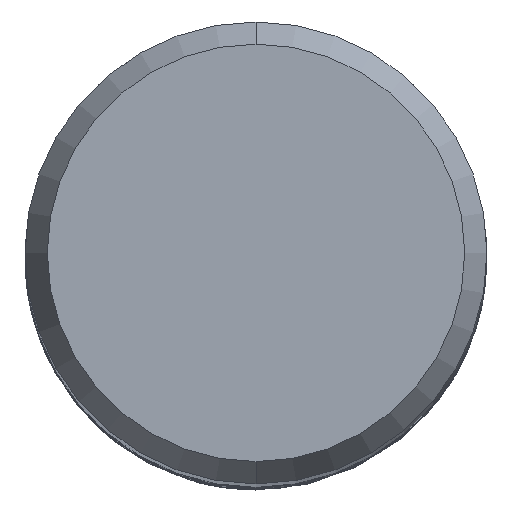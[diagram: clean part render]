
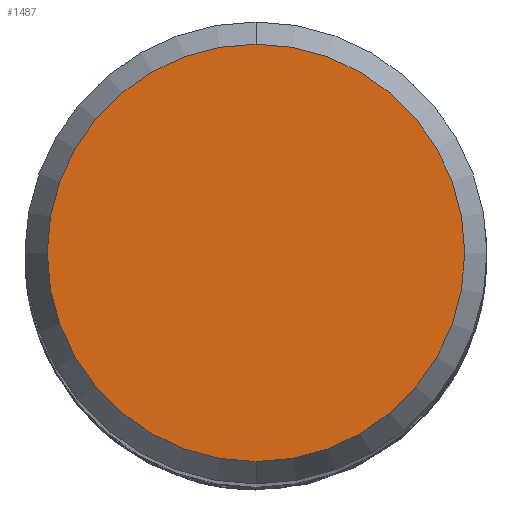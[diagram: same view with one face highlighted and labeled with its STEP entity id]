
A CAD part, top view. The second image highlights one B-rep face of the part: STEP entity #1487.
In plain terms, the highlighted planar face has unit normal (0, 0, 1).
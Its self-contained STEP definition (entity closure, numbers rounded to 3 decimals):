
#811=EDGE_CURVE('',#1881,#1365,#2324,.T.);
#1365=VERTEX_POINT('',#2928);
#1487=ADVANCED_FACE('',(#3061),#3062,.T.);
#1595=EDGE_CURVE('',#1365,#1881,#3179,.T.);
#1881=VERTEX_POINT('',#3493);
#2324=CIRCLE('',#4299,5.423);
#2928=CARTESIAN_POINT('',(0.,-5.423,0.0));
#3061=FACE_OUTER_BOUND('',#16243,.T.);
#3062=PLANE('',#16244);
#3179=CIRCLE('',#18128,5.423);
#3493=CARTESIAN_POINT('',(0.0,5.423,0.0));
#4299=AXIS2_PLACEMENT_3D('',#29604,#29605,#29606);
#16243=EDGE_LOOP('',(#30318,#30319));
#16244=AXIS2_PLACEMENT_3D('',#30320,#30321,#30322);
#18128=AXIS2_PLACEMENT_3D('',#30422,#30423,#30424);
#29604=CARTESIAN_POINT('',(0.0,0.0,0.0));
#29605=DIRECTION('',(0.0,0.0,-1.0));
#29606=DIRECTION('',(0.0,1.0,0.0));
#30318=ORIENTED_EDGE('',*,*,#811,.F.);
#30319=ORIENTED_EDGE('',*,*,#1595,.F.);
#30320=CARTESIAN_POINT('',(0.0,2.711,0.0));
#30321=DIRECTION('',(-0.0,0.0,1.0));
#30322=DIRECTION('',(0.0,-1.0,0.0));
#30422=CARTESIAN_POINT('',(0.0,0.0,0.0));
#30423=DIRECTION('',(0.0,0.0,-1.0));
#30424=DIRECTION('',(0.0,1.0,0.0));
